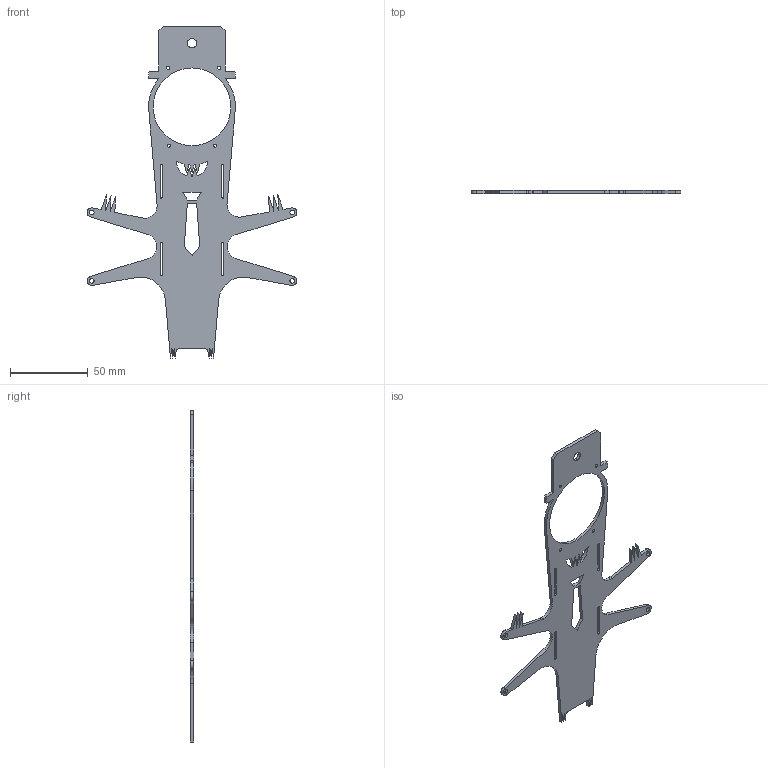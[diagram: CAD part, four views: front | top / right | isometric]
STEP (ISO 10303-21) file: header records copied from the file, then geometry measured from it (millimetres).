
FILE_DESCRIPTION (( 'STEP AP203' ), '1' );
FILE_NAME ('µç³ØÔØ°å.STEP', '2023-10-31T06:19:16', ( '' ), ( '' ), 'SwSTEP 2.0', 'SolidWorks 2021', '' );
FILE_SCHEMA (( 'CONFIG_CONTROL_DESIGN' ));
Length unit declared in the file: millimetre
Products named in the file (1): 萇喀婥啣
Bounding box: 134.99 x 2 x 213.68 mm (x, y, z)
Volume: 17044.3 mm3; surface area: 20264.3 mm2
Topology: 1 solids, 1 shells, 137 faces, 405 edges, 270 vertices
Faces by surface type: plane 77, cylinder 60
Entity records: 4744 total; most frequent: CARTESIAN_POINT 813, ORIENTED_EDGE 810, DIRECTION 801, EDGE_CURVE 405, LINE 285, VECTOR 285, VERTEX_POINT 270, AXIS2_PLACEMENT_3D 258
